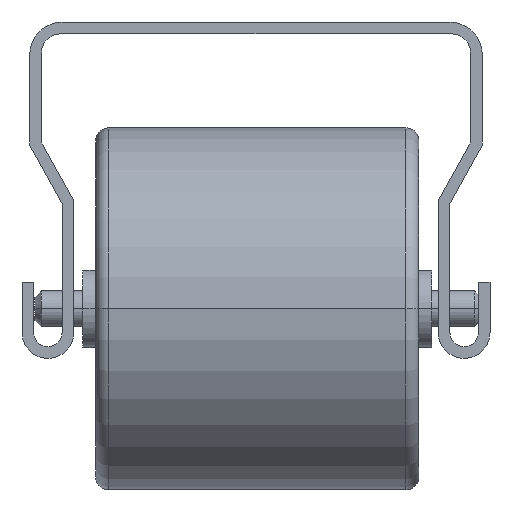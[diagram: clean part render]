
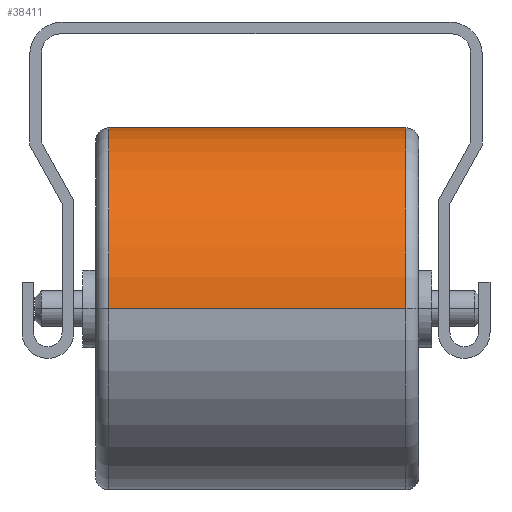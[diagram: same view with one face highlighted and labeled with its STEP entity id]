
A CAD part, front view. The second image highlights one B-rep face of the part: STEP entity #38411.
In plain terms, the highlighted cylindrical face has radius 14 mm (diameter 28 mm), a partial arc.
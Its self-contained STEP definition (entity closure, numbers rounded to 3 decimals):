
#214 = VERTEX_POINT ( 'NONE', #702 ) ;
#702 = CARTESIAN_POINT ( 'NONE',  ( -11.4, -79., -22.17 ) ) ;
#905 = VECTOR ( 'NONE', #15055, 1000. ) ;
#907 = DIRECTION ( 'NONE',  ( 0., 1., 0. ) ) ;
#3044 = CARTESIAN_POINT ( 'NONE',  ( 11.6, -51., -22.17 ) ) ;
#6204 = DIRECTION ( 'NONE',  ( -1., 0., 0. ) ) ;
#7447 = EDGE_LOOP ( 'NONE', ( #18194, #39046, #35070, #8621 ) ) ;
#8621 = ORIENTED_EDGE ( 'NONE', *, *, #15723, .F. ) ;
#9314 = LINE ( 'NONE', #27882, #29961 ) ;
#9442 = LINE ( 'NONE', #21528, #905 ) ;
#10740 = CIRCLE ( 'NONE', #29421, 14. ) ;
#14172 = EDGE_CURVE ( 'NONE', #25805, #34411, #9442, .T. ) ;
#15055 = DIRECTION ( 'NONE',  ( -1., 0., 0. ) ) ;
#15088 = CARTESIAN_POINT ( 'NONE',  ( 11.6, -79., -22.17 ) ) ;
#15619 = FACE_OUTER_BOUND ( 'NONE', #7447, .T. ) ;
#15723 = EDGE_CURVE ( 'NONE', #25805, #29235, #24757, .T. ) ;
#18194 = ORIENTED_EDGE ( 'NONE', *, *, #14172, .T. ) ;
#18613 = CARTESIAN_POINT ( 'NONE',  ( -11.4, -51., -22.17 ) ) ;
#20675 = DIRECTION ( 'NONE',  ( 0., -1., 0. ) ) ;
#21528 = CARTESIAN_POINT ( 'NONE',  ( 11.6, -51., -22.17 ) ) ;
#21700 = CYLINDRICAL_SURFACE ( 'NONE', #23523, 14. ) ;
#21906 = DIRECTION ( 'NONE',  ( 0., 1., 0. ) ) ;
#22095 = CARTESIAN_POINT ( 'NONE',  ( 12.6, -65., -22.17 ) ) ;
#22451 = CARTESIAN_POINT ( 'NONE',  ( 11.6, -65., -22.17 ) ) ;
#23523 = AXIS2_PLACEMENT_3D ( 'NONE', #22095, #6204, #21906 ) ;
#24757 = CIRCLE ( 'NONE', #38924, 14. ) ;
#25125 = EDGE_CURVE ( 'NONE', #29235, #214, #9314, .T. ) ;
#25805 = VERTEX_POINT ( 'NONE', #3044 ) ;
#25984 = EDGE_CURVE ( 'NONE', #214, #34411, #10740, .T. ) ;
#26145 = CARTESIAN_POINT ( 'NONE',  ( -11.4, -65., -22.17 ) ) ;
#27143 = DIRECTION ( 'NONE',  ( -1., 0., 0. ) ) ;
#27882 = CARTESIAN_POINT ( 'NONE',  ( 11.6, -79., -22.17 ) ) ;
#28300 = DIRECTION ( 'NONE',  ( 1., 0., 0. ) ) ;
#29235 = VERTEX_POINT ( 'NONE', #15088 ) ;
#29421 = AXIS2_PLACEMENT_3D ( 'NONE', #26145, #32168, #20675 ) ;
#29961 = VECTOR ( 'NONE', #27143, 1000. ) ;
#32168 = DIRECTION ( 'NONE',  ( -1., 0., 0. ) ) ;
#34411 = VERTEX_POINT ( 'NONE', #18613 ) ;
#35070 = ORIENTED_EDGE ( 'NONE', *, *, #25125, .F. ) ;
#38411 = ADVANCED_FACE ( 'NONE', ( #15619 ), #21700, .T. ) ;
#38924 = AXIS2_PLACEMENT_3D ( 'NONE', #22451, #28300, #907 ) ;
#39046 = ORIENTED_EDGE ( 'NONE', *, *, #25984, .F. ) ;
